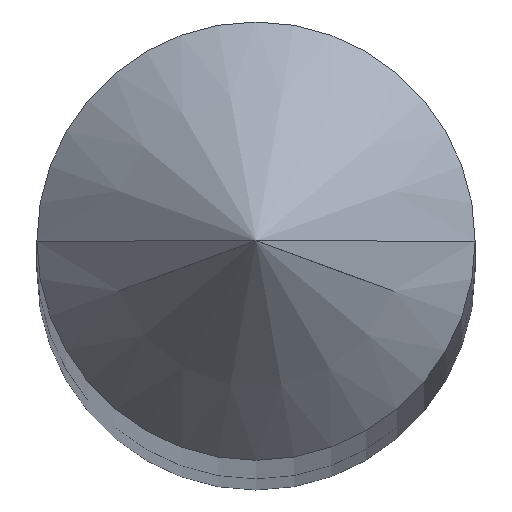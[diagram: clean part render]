
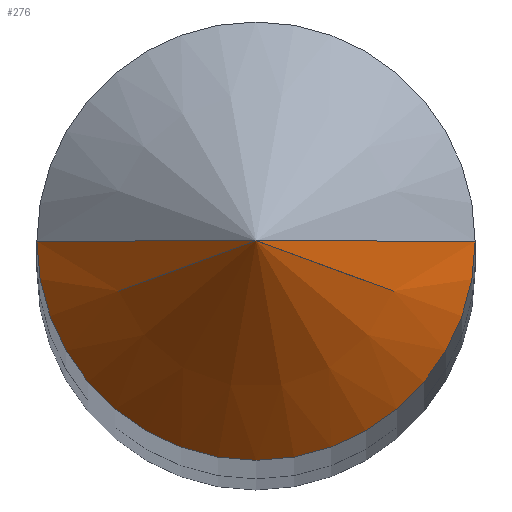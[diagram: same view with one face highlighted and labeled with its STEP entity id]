
A CAD part, top view. The second image highlights one B-rep face of the part: STEP entity #276.
In plain terms, the highlighted conical face has half-angle 45 degrees and reference radius 0.396 mm.
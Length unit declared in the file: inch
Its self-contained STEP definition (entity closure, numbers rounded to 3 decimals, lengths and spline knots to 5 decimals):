
#30 = CARTESIAN_POINT ( 'NONE',  ( 0., 0., -0.03125 ) ) ;
#33 = ORIENTED_EDGE ( 'NONE', *, *, #253, .F. ) ;
#46 = DIRECTION ( 'NONE',  ( -0.707, 0., -0.707 ) ) ;
#78 = LINE ( 'NONE', #183, #190 ) ;
#79 = VERTEX_POINT ( 'NONE', #359 ) ;
#80 = FACE_OUTER_BOUND ( 'NONE', #348, .T. ) ;
#82 = DIRECTION ( 'NONE',  ( -1., 0., 0. ) ) ;
#86 = LINE ( 'NONE', #251, #180 ) ;
#93 = EDGE_CURVE ( 'NONE', #79, #263, #78, .T. ) ;
#138 = CARTESIAN_POINT ( 'NONE',  ( -0.0156, 0., -0.03125 ) ) ;
#166 = DIRECTION ( 'NONE',  ( 0.707, 0., -0.707 ) ) ;
#180 = VECTOR ( 'NONE', #166, 39.37008 ) ;
#182 = ORIENTED_EDGE ( 'NONE', *, *, #225, .T. ) ;
#183 = CARTESIAN_POINT ( 'NONE',  ( -0.0156, 0., -0.03125 ) ) ;
#188 = DIRECTION ( 'NONE',  ( 0., 0., 1. ) ) ;
#190 = VECTOR ( 'NONE', #46, 39.37008 ) ;
#202 = AXIS2_PLACEMENT_3D ( 'NONE', #30, #256, #82 ) ;
#208 = VERTEX_POINT ( 'NONE', #275 ) ;
#225 = EDGE_CURVE ( 'NONE', #263, #208, #267, .T. ) ;
#251 = CARTESIAN_POINT ( 'NONE',  ( 0.0156, 0., -0.03125 ) ) ;
#253 = EDGE_CURVE ( 'NONE', #79, #208, #86, .T. ) ;
#256 = DIRECTION ( 'NONE',  ( 0., 0., -1. ) ) ;
#263 = VERTEX_POINT ( 'NONE', #138 ) ;
#267 = CIRCLE ( 'NONE', #314, 0.0156 ) ;
#275 = CARTESIAN_POINT ( 'NONE',  ( 0.0156, 0., -0.03125 ) ) ;
#276 = ADVANCED_FACE ( 'NONE', ( #80 ), #362, .T. ) ;
#280 = DIRECTION ( 'NONE',  ( 1., 0., 0. ) ) ;
#314 = AXIS2_PLACEMENT_3D ( 'NONE', #335, #188, #280 ) ;
#335 = CARTESIAN_POINT ( 'NONE',  ( 0., 0., -0.03125 ) ) ;
#345 = ORIENTED_EDGE ( 'NONE', *, *, #93, .T. ) ;
#348 = EDGE_LOOP ( 'NONE', ( #33, #345, #182 ) ) ;
#359 = CARTESIAN_POINT ( 'NONE',  ( 0., 0., -0.01565 ) ) ;
#362 = CONICAL_SURFACE ( 'NONE', #202, 0.0156, 0.785 ) ;
